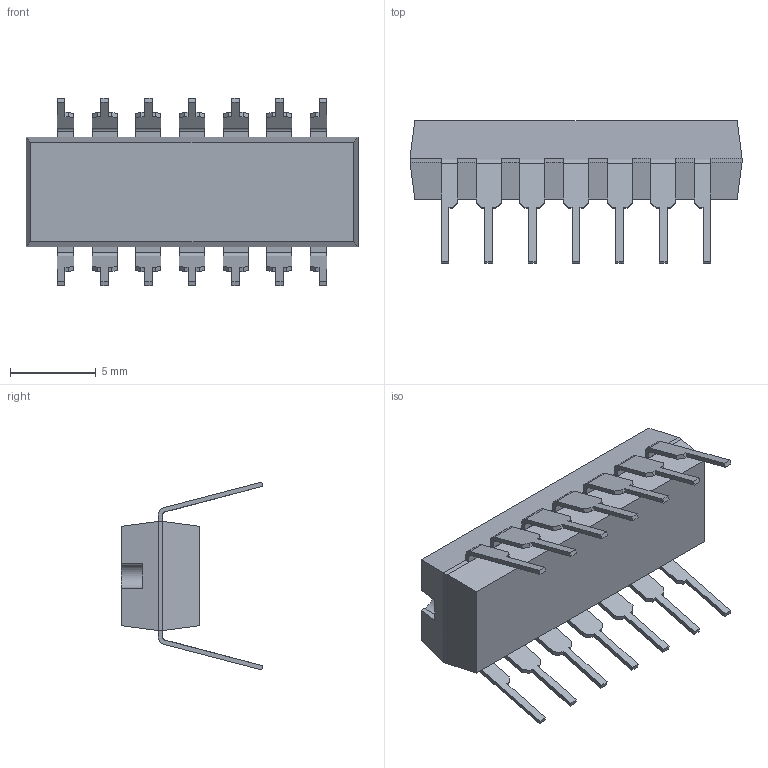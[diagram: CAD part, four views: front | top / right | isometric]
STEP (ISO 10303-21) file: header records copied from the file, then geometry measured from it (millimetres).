
FILE_DESCRIPTION (( 'STEP AP214' ), '1' );
FILE_NAME ('CD4013BE.STEP', '2020-07-04T01:03:52', ( '' ), ( '' ), 'SwSTEP 2.0', 'SolidWorks 2017', '' );
FILE_SCHEMA (( 'AUTOMOTIVE_DESIGN' ));
Length unit declared in the file: inch
Products named in the file (1): CD4013BE
Bounding box: 19.3 x 8.26 x 10.92 mm (x, y, z)
Volume: 548.7 mm3; surface area: 671 mm2
Topology: 15 solids, 15 shells, 230 faces, 592 edges, 392 vertices
Faces by surface type: plane 201, cylinder 29
Entity records: 7084 total; most frequent: CARTESIAN_POINT 1215, ORIENTED_EDGE 1184, DIRECTION 1112, EDGE_CURVE 592, VECTOR 534, LINE 534, VERTEX_POINT 392, AXIS2_PLACEMENT_3D 289
